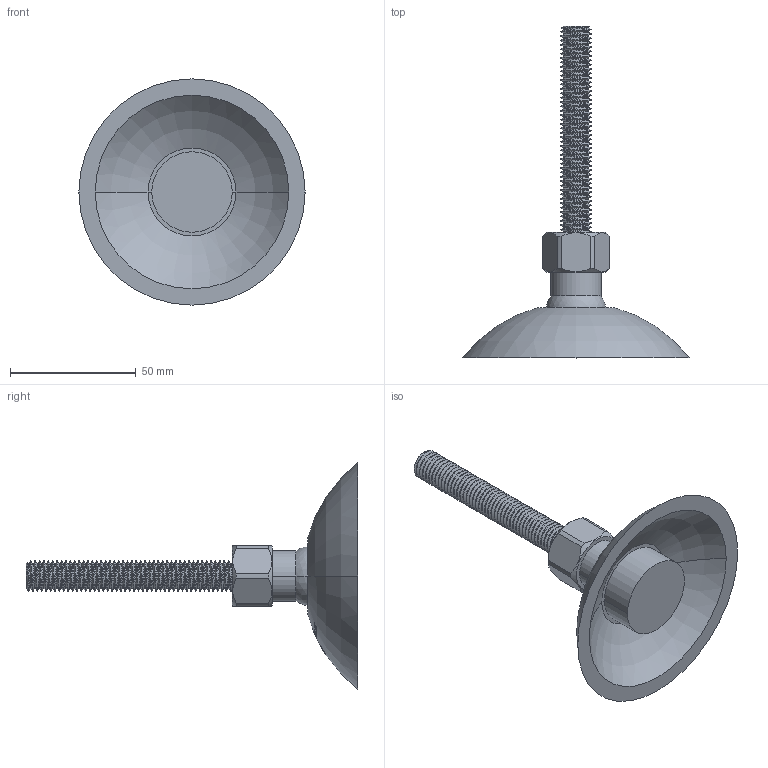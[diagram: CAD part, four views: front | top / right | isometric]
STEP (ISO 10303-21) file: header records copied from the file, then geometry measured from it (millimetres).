
FILE_DESCRIPTION (( 'STEP AP214' ), '1' );
FILE_NAME ('05846-Lev La Adjustable Swivel Foot Short Stainless Steel Thread 90mm Base M12.STEP', '2018-12-10T00:11:36', ( '' ), ( '' ), 'SwSTEP 2.0', 'SolidWorks 2018', '' );
FILE_SCHEMA (( 'AUTOMOTIVE_DESIGN' ));
Length unit declared in the file: millimetre
Products named in the file (7): 05846-Lev La Adjustable Swivel Foot Short Stainless Steel Thread 90mm Base M12; LEV-LA ADJ Foot, Stud; LEV-LA ADJ Foot, Stud_M12x92; LEV-LA ADJ Foot, Socket; LEV-LA ADJ Foot; LEV-LA ADJ Foot, Socket_M12; LEV-LA ADJ Foot_5846
Assembly tree (3 placements, depth 2):
  05846-Lev La Adjustable Swivel Foot Short Stainless Steel Thread 90mm Base M12
    LEV-LA ADJ Foot_5846
    LEV-LA ADJ Foot, Socket_M12
    LEV-LA ADJ Foot, Stud_M12x92
  LEV-LA ADJ Foot, Stud
  LEV-LA ADJ Foot, Socket
  LEV-LA ADJ Foot
Bounding box: 90 x 132 x 90 mm (x, y, z)
Volume: 65950.4 mm3; surface area: 26311 mm2
Topology: 3 solids, 3 shells, 425 faces, 1168 edges, 776 vertices
Faces by surface type: plane 143, bspline 119, cylinder 116, torus 32, cone 11, sphere 4
Entity records: 26638 total; most frequent: CARTESIAN_POINT 16504, ORIENTED_EDGE 2316, EDGE_CURVE 1158, DIRECTION 1108, VERTEX_POINT 770, B_SPLINE_CURVE_WITH_KNOTS 516, EDGE_LOOP 456, ADVANCED_FACE 425
